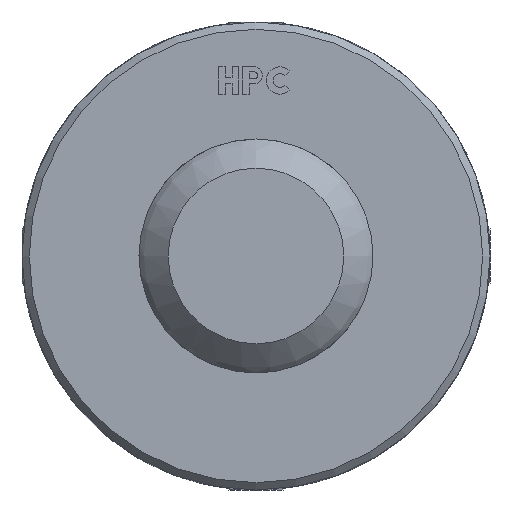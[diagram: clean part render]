
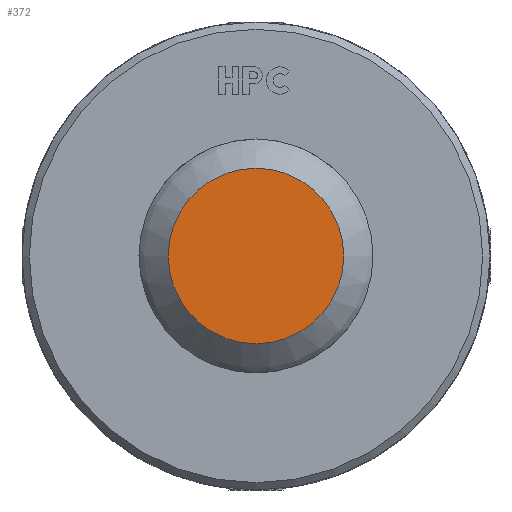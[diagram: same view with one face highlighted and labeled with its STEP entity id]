
A CAD part, left-side view. The second image highlights one B-rep face of the part: STEP entity #372.
In plain terms, the highlighted face is planar.
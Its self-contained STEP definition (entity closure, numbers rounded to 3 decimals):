
#372 = ADVANCED_FACE( '', ( #754 ), #755, .F. );
#754 = FACE_OUTER_BOUND( '', #1142, .T. );
#755 = PLANE( '', #1143 );
#1142 = EDGE_LOOP( '', ( #1995 ) );
#1143 = AXIS2_PLACEMENT_3D( '', #1996, #1997, #1998 );
#1995 = ORIENTED_EDGE( '', *, *, #2508, .T. );
#1996 = CARTESIAN_POINT( '', ( 8., -8., 16. ) );
#1997 = DIRECTION( '', ( -1., 0., 0. ) );
#1998 = DIRECTION( '', ( 0., 0., 1. ) );
#2508 = EDGE_CURVE( '', #3044, #3044, #3045, .F. );
#3044 = VERTEX_POINT( '', #4090 );
#3045 = CIRCLE( '', #4091, 6. );
#4090 = CARTESIAN_POINT( '', ( 8., 0., 6. ) );
#4091 = AXIS2_PLACEMENT_3D( '', #4482, #4483, #4484 );
#4482 = CARTESIAN_POINT( '', ( 8., 0., 0. ) );
#4483 = DIRECTION( '', ( -1., 0., 0. ) );
#4484 = DIRECTION( '', ( 0., 0., 1. ) );
